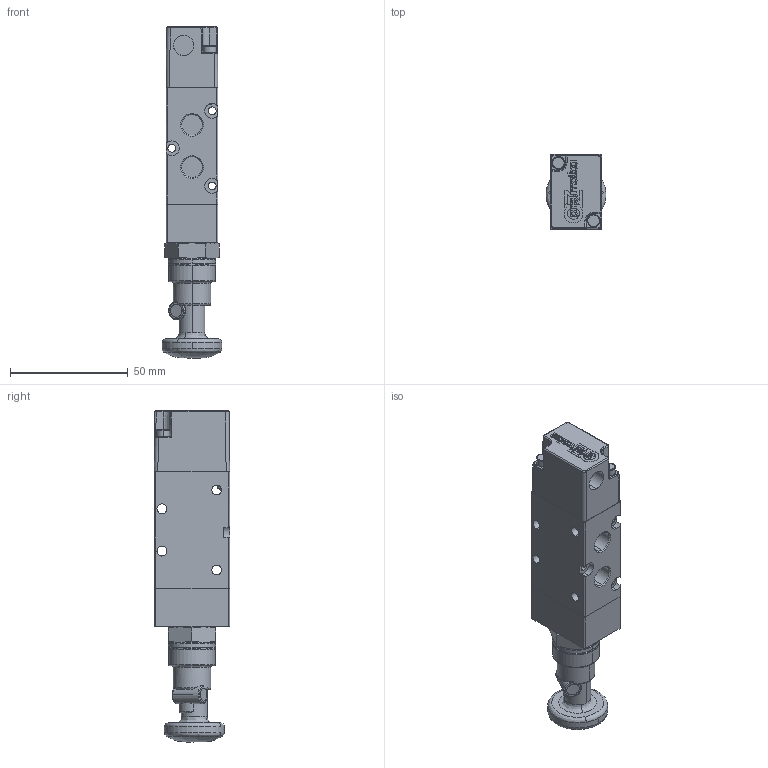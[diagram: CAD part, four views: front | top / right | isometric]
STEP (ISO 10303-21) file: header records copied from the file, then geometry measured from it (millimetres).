
FILE_DESCRIPTION(( '521CTT.stp' ), '1');
FILE_NAME( '521CTT.stp', '2019-02-01T14:48:22',( 'Sopra'),('sopra-pneumatic.com'), 'SwSTEP 2.0','SolidWorks 2009','' );
FILE_SCHEMA (( 'AUTOMOTIVE_DESIGN' ));
Length unit declared in the file: millimetre
Products named in the file (1): 00_005_4
Bounding box: 25.42 x 32 x 141.24 mm (x, y, z)
Volume: 71312.7 mm3; surface area: 21627 mm2
Topology: 5 solids, 5 shells, 1100 faces, 2759 edges, 1689 vertices
Faces by surface type: plane 473, cone 325, cylinder 247, bspline 50, sphere 3, torus 2
Entity records: 53645 total; most frequent: CARTESIAN_POINT 15246, ORIENTED_EDGE 5506, DIRECTION 5453, EDGE_CURVE 2753, LINE 1833, VECTOR 1833, AXIS2_PLACEMENT_3D 1810, VERTEX_POINT 1689
